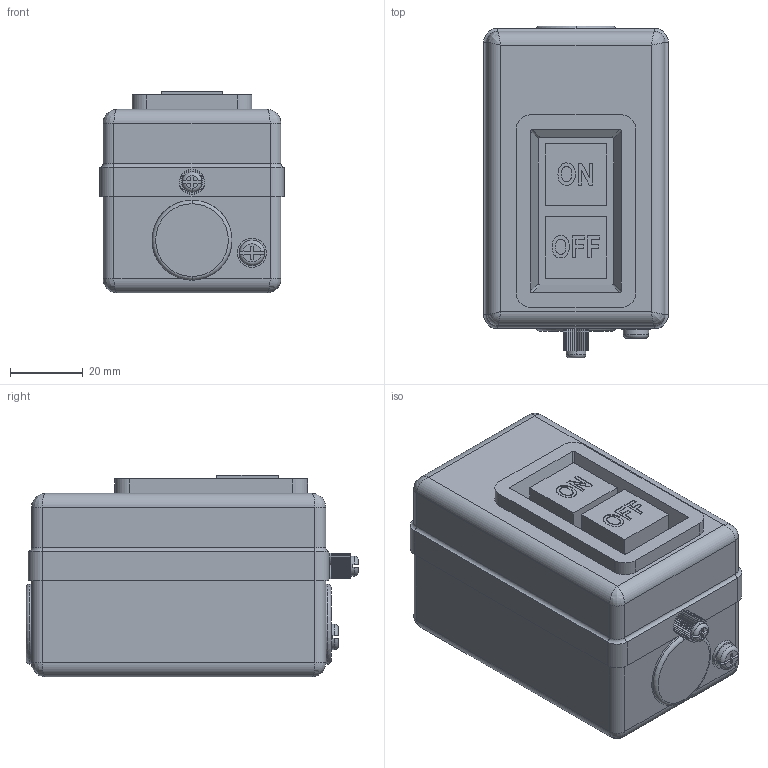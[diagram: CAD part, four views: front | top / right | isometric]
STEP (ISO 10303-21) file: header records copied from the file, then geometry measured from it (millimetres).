
FILE_DESCRIPTION (( 'STEP AP214' ), '1' );
FILE_NAME ('KVK20-10-3 Âûêëþ÷àòåëü ÂÊÈ-216 3Ð 10À 230_400Â IP40 ÈÝÊ.STEP', '2017-11-09T08:27:38', ( '' ), ( '' ), 'SwSTEP 2.0', 'SolidWorks 2014', '' );
FILE_SCHEMA (( 'AUTOMOTIVE_DESIGN' ));
Length unit declared in the file: millimetre
Products named in the file (1): KVK20-10-3 Âûêëþ÷àòåëü ÂÊÈ-216 3Ð 10À 230_400Â IP40 ÈÝÊ
Bounding box: 50.8 x 91.4 x 55.5 mm (x, y, z)
Volume: 85247.7 mm3; surface area: 54572.2 mm2
Topology: 2 solids, 2 shells, 558 faces, 1499 edges, 955 vertices
Faces by surface type: plane 364, cylinder 129, bspline 36, torus 29
Entity records: 19182 total; most frequent: CARTESIAN_POINT 5434, ORIENTED_EDGE 2966, DIRECTION 2691, EDGE_CURVE 1483, LINE 1075, VECTOR 1075, VERTEX_POINT 955, AXIS2_PLACEMENT_3D 808
